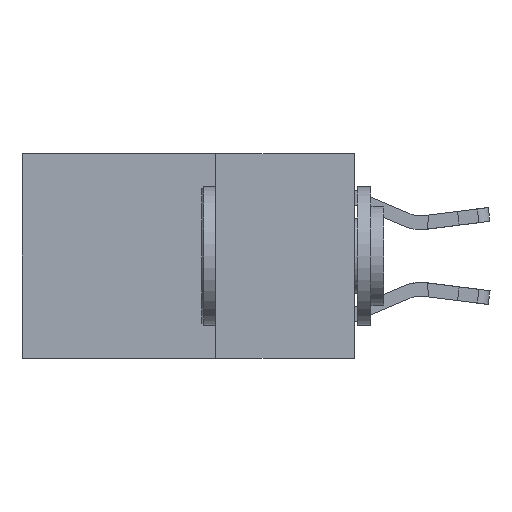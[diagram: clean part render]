
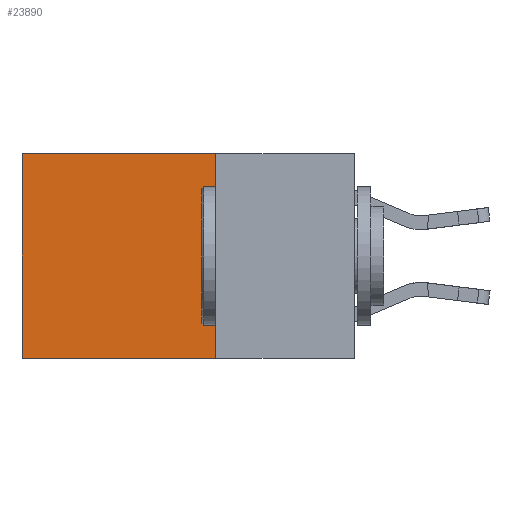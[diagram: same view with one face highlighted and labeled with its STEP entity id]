
A CAD part, left-side view. The second image highlights one B-rep face of the part: STEP entity #23890.
In plain terms, the highlighted planar face has unit normal (-1, 0, 0).
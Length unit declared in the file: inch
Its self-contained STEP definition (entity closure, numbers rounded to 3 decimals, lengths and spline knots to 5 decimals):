
#1192 = CARTESIAN_POINT ( 'NONE',  ( 0.2625, 0.6, 0. ) ) ;
#1758 = FACE_OUTER_BOUND ( 'NONE', #19711, .T. ) ;
#2486 = CARTESIAN_POINT ( 'NONE',  ( 0.2625, 0.25, 0. ) ) ;
#3317 = CARTESIAN_POINT ( 'NONE',  ( 0.2625, 0.25, -0.37 ) ) ;
#3956 = VECTOR ( 'NONE', #17596, 39.37008 ) ;
#4369 = EDGE_CURVE ( 'NONE', #11927, #8552, #5096, .T. ) ;
#4569 = CARTESIAN_POINT ( 'NONE',  ( 0.2625, 0.25, 0. ) ) ;
#4696 = VERTEX_POINT ( 'NONE', #8595 ) ;
#5096 = LINE ( 'NONE', #13519, #20715 ) ;
#8219 = CARTESIAN_POINT ( 'NONE',  ( 0.2625, 0.25, 0. ) ) ;
#8552 = VERTEX_POINT ( 'NONE', #19978 ) ;
#8595 = CARTESIAN_POINT ( 'NONE',  ( 0.2625, 0.6, 0. ) ) ;
#10134 = ORIENTED_EDGE ( 'NONE', *, *, #20845, .T. ) ;
#11927 = VERTEX_POINT ( 'NONE', #3317 ) ;
#12617 = VECTOR ( 'NONE', #24664, 39.37008 ) ;
#13121 = EDGE_CURVE ( 'NONE', #4696, #8552, #23833, .T. ) ;
#13519 = CARTESIAN_POINT ( 'NONE',  ( 0.2625, 0.25, -0.37 ) ) ;
#14550 = EDGE_CURVE ( 'NONE', #24325, #11927, #25062, .T. ) ;
#14615 = LINE ( 'NONE', #4569, #24941 ) ;
#17596 = DIRECTION ( 'NONE',  ( 0., 0., -1. ) ) ;
#18160 = AXIS2_PLACEMENT_3D ( 'NONE', #20991, #18801, #23288 ) ;
#18521 = ORIENTED_EDGE ( 'NONE', *, *, #13121, .T. ) ;
#18801 = DIRECTION ( 'NONE',  ( 1., 0., 0. ) ) ;
#19711 = EDGE_LOOP ( 'NONE', ( #18521, #25603, #25031, #10134 ) ) ;
#19978 = CARTESIAN_POINT ( 'NONE',  ( 0.2625, 0.6, -0.37 ) ) ;
#20715 = VECTOR ( 'NONE', #21413, 39.37008 ) ;
#20845 = EDGE_CURVE ( 'NONE', #24325, #4696, #14615, .T. ) ;
#20991 = CARTESIAN_POINT ( 'NONE',  ( 0.2625, 0.25, 0. ) ) ;
#21158 = DIRECTION ( 'NONE',  ( 0., 1., 0. ) ) ;
#21413 = DIRECTION ( 'NONE',  ( 0., 1., 0. ) ) ;
#22397 = PLANE ( 'NONE',  #18160 ) ;
#23288 = DIRECTION ( 'NONE',  ( 0., 0., -1. ) ) ;
#23833 = LINE ( 'NONE', #1192, #3956 ) ;
#23890 = ADVANCED_FACE ( 'NONE', ( #1758 ), #22397, .F. ) ;
#24325 = VERTEX_POINT ( 'NONE', #2486 ) ;
#24664 = DIRECTION ( 'NONE',  ( 0., 0., -1. ) ) ;
#24941 = VECTOR ( 'NONE', #21158, 39.37008 ) ;
#25031 = ORIENTED_EDGE ( 'NONE', *, *, #14550, .F. ) ;
#25062 = LINE ( 'NONE', #8219, #12617 ) ;
#25603 = ORIENTED_EDGE ( 'NONE', *, *, #4369, .F. ) ;
